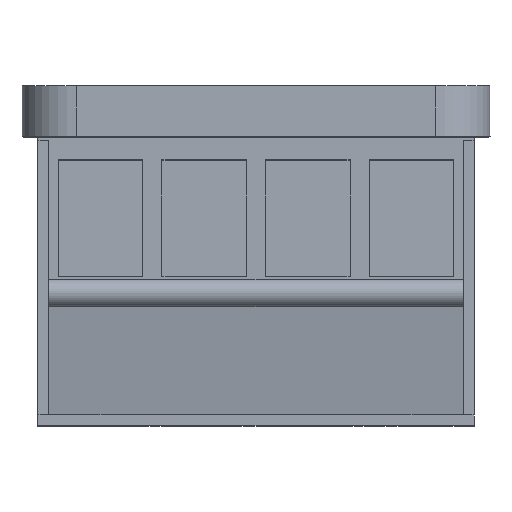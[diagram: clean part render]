
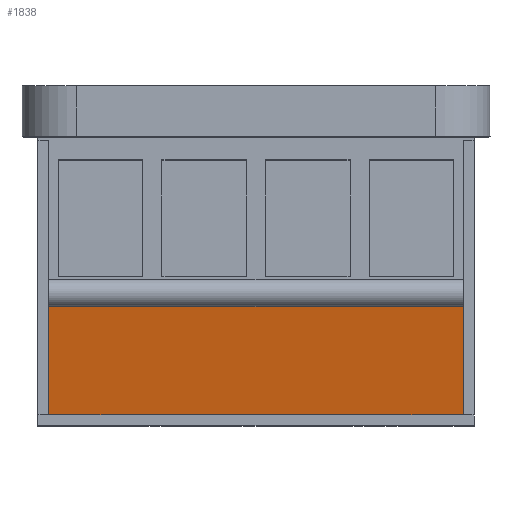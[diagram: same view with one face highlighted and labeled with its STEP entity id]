
A CAD part, top view. The second image highlights one B-rep face of the part: STEP entity #1838.
In plain terms, the highlighted planar face has unit normal (0, -0.174, 0.985).
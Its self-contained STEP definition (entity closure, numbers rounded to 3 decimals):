
#1809=AXIS2_PLACEMENT_3D('Plane Axis2P3D',#1806,#1807,#1808) ;
#188=CARTESIAN_POINT('Line Origine',(8.56,0.4,16.5)) ;
#192=CARTESIAN_POINT('Vertex',(12.37,0.4,16.5)) ;
#194=CARTESIAN_POINT('Vertex',(4.75,0.4,16.5)) ;
#197=CARTESIAN_POINT('Line Origine',(2.845,0.4,16.5)) ;
#201=CARTESIAN_POINT('Vertex',(0.94,0.4,16.5)) ;
#227=CARTESIAN_POINT('Vertex',(16.18,0.4,16.5)) ;
#230=CARTESIAN_POINT('Line Origine',(14.275,0.4,16.5)) ;
#1806=CARTESIAN_POINT('Axis2P3D Location',(16.575,0.4,16.5)) ;
#1811=CARTESIAN_POINT('Line Origine',(16.18,2.385,16.85)) ;
#1815=CARTESIAN_POINT('Vertex',(16.18,4.37,17.2)) ;
#1818=CARTESIAN_POINT('Line Origine',(8.56,4.37,17.2)) ;
#1822=CARTESIAN_POINT('Vertex',(0.94,4.37,17.2)) ;
#1825=CARTESIAN_POINT('Line Origine',(0.94,2.385,16.85)) ;
#189=DIRECTION('Vector Direction',(-1.,0.,0.)) ;
#198=DIRECTION('Vector Direction',(-1.,0.,0.)) ;
#231=DIRECTION('Vector Direction',(-1.,0.,0.)) ;
#1807=DIRECTION('Axis2P3D Direction',(0.,-0.174,0.985)) ;
#1808=DIRECTION('Axis2P3D XDirection',(0.,0.985,0.174)) ;
#1812=DIRECTION('Vector Direction',(0.,0.985,0.174)) ;
#1819=DIRECTION('Vector Direction',(-1.,0.,0.)) ;
#1826=DIRECTION('Vector Direction',(0.,0.985,0.174)) ;
#190=VECTOR('Line Direction',#189,1.) ;
#199=VECTOR('Line Direction',#198,1.) ;
#232=VECTOR('Line Direction',#231,1.) ;
#1813=VECTOR('Line Direction',#1812,1.) ;
#1820=VECTOR('Line Direction',#1819,1.) ;
#1827=VECTOR('Line Direction',#1826,1.) ;
#1831=ORIENTED_EDGE('',*,*,#196,.F.) ;
#1832=ORIENTED_EDGE('',*,*,#234,.F.) ;
#1833=ORIENTED_EDGE('',*,*,#1817,.T.) ;
#1834=ORIENTED_EDGE('',*,*,#1824,.T.) ;
#1835=ORIENTED_EDGE('',*,*,#1829,.F.) ;
#1836=ORIENTED_EDGE('',*,*,#203,.F.) ;
#1838=ADVANCED_FACE('HOUSING',(#1837),#1810,.T.) ;
#196=EDGE_CURVE('',#193,#195,#191,.T.) ;
#203=EDGE_CURVE('',#195,#202,#200,.T.) ;
#234=EDGE_CURVE('',#228,#193,#233,.T.) ;
#1817=EDGE_CURVE('',#228,#1816,#1814,.T.) ;
#1824=EDGE_CURVE('',#1816,#1823,#1821,.T.) ;
#1829=EDGE_CURVE('',#202,#1823,#1828,.T.) ;
#1830=EDGE_LOOP('',(#1831,#1832,#1833,#1834,#1835,#1836)) ;
#1837=FACE_OUTER_BOUND('',#1830,.T.) ;
#191=LINE('Line',#188,#190) ;
#200=LINE('Line',#197,#199) ;
#233=LINE('Line',#230,#232) ;
#1814=LINE('Line',#1811,#1813) ;
#1821=LINE('Line',#1818,#1820) ;
#1828=LINE('Line',#1825,#1827) ;
#1810=PLANE('',#1809) ;
#193=VERTEX_POINT('',#192) ;
#195=VERTEX_POINT('',#194) ;
#202=VERTEX_POINT('',#201) ;
#228=VERTEX_POINT('',#227) ;
#1816=VERTEX_POINT('',#1815) ;
#1823=VERTEX_POINT('',#1822) ;
